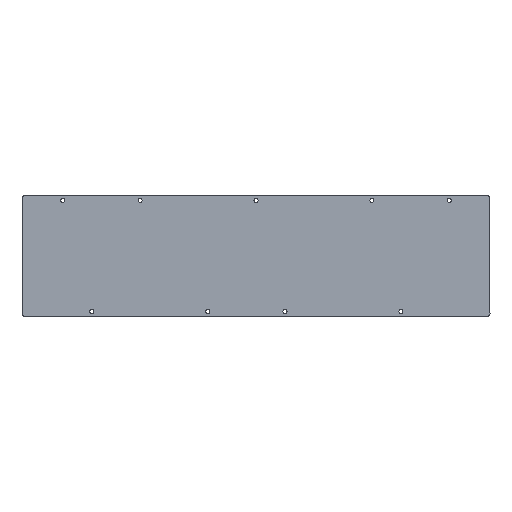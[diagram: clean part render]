
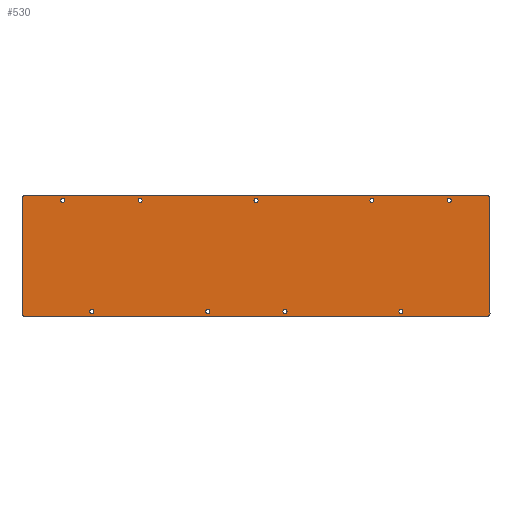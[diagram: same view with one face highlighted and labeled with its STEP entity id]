
A CAD part, top view. The second image highlights one B-rep face of the part: STEP entity #530.
In plain terms, the highlighted planar face has unit normal (0, 0, 1).
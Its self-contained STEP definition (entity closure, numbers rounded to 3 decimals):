
#15=FACE_BOUND('',#99,.T.);
#16=FACE_BOUND('',#100,.T.);
#17=FACE_BOUND('',#101,.T.);
#18=FACE_BOUND('',#102,.T.);
#19=FACE_BOUND('',#103,.T.);
#20=FACE_BOUND('',#104,.T.);
#21=FACE_BOUND('',#105,.T.);
#22=FACE_BOUND('',#106,.T.);
#23=FACE_BOUND('',#107,.T.);
#33=PLANE('',#599);
#70=FACE_OUTER_BOUND('',#98,.T.);
#98=EDGE_LOOP('',(#429,#430,#431,#432,#433,#434,#435,#436));
#99=EDGE_LOOP('',(#437));
#100=EDGE_LOOP('',(#438));
#101=EDGE_LOOP('',(#439));
#102=EDGE_LOOP('',(#440));
#103=EDGE_LOOP('',(#441));
#104=EDGE_LOOP('',(#442));
#105=EDGE_LOOP('',(#443));
#106=EDGE_LOOP('',(#444));
#107=EDGE_LOOP('',(#445));
#144=LINE('',#877,#182);
#145=LINE('',#881,#183);
#146=LINE('',#885,#184);
#147=LINE('',#889,#185);
#182=VECTOR('',#729,1.);
#183=VECTOR('',#732,1.);
#184=VECTOR('',#735,1.);
#185=VECTOR('',#738,1.);
#204=CIRCLE('',#558,1.);
#207=CIRCLE('',#563,1.);
#210=CIRCLE('',#568,1.);
#213=CIRCLE('',#573,1.);
#216=CIRCLE('',#578,1.);
#219=CIRCLE('',#583,1.);
#222=CIRCLE('',#588,1.);
#225=CIRCLE('',#593,1.);
#228=CIRCLE('',#598,1.);
#229=CIRCLE('',#600,1.042);
#230=CIRCLE('',#601,1.041);
#231=CIRCLE('',#602,1.042);
#232=CIRCLE('',#603,1.042);
#239=VERTEX_POINT('',#791);
#242=VERTEX_POINT('',#801);
#245=VERTEX_POINT('',#811);
#248=VERTEX_POINT('',#821);
#251=VERTEX_POINT('',#831);
#254=VERTEX_POINT('',#841);
#257=VERTEX_POINT('',#851);
#260=VERTEX_POINT('',#861);
#263=VERTEX_POINT('',#871);
#264=VERTEX_POINT('',#875);
#265=VERTEX_POINT('',#876);
#266=VERTEX_POINT('',#878);
#267=VERTEX_POINT('',#880);
#268=VERTEX_POINT('',#882);
#269=VERTEX_POINT('',#884);
#270=VERTEX_POINT('',#886);
#271=VERTEX_POINT('',#888);
#288=EDGE_CURVE('',#239,#239,#204,.T.);
#293=EDGE_CURVE('',#242,#242,#207,.T.);
#298=EDGE_CURVE('',#245,#245,#210,.T.);
#303=EDGE_CURVE('',#248,#248,#213,.T.);
#308=EDGE_CURVE('',#251,#251,#216,.T.);
#313=EDGE_CURVE('',#254,#254,#219,.T.);
#318=EDGE_CURVE('',#257,#257,#222,.T.);
#323=EDGE_CURVE('',#260,#260,#225,.T.);
#328=EDGE_CURVE('',#263,#263,#228,.T.);
#329=EDGE_CURVE('',#264,#265,#144,.T.);
#330=EDGE_CURVE('',#264,#266,#229,.T.);
#331=EDGE_CURVE('',#267,#266,#145,.T.);
#332=EDGE_CURVE('',#267,#268,#230,.T.);
#333=EDGE_CURVE('',#269,#268,#146,.T.);
#334=EDGE_CURVE('',#269,#270,#231,.T.);
#335=EDGE_CURVE('',#271,#270,#147,.T.);
#336=EDGE_CURVE('',#271,#265,#232,.T.);
#429=ORIENTED_EDGE('',*,*,#329,.F.);
#430=ORIENTED_EDGE('',*,*,#330,.T.);
#431=ORIENTED_EDGE('',*,*,#331,.F.);
#432=ORIENTED_EDGE('',*,*,#332,.T.);
#433=ORIENTED_EDGE('',*,*,#333,.F.);
#434=ORIENTED_EDGE('',*,*,#334,.T.);
#435=ORIENTED_EDGE('',*,*,#335,.F.);
#436=ORIENTED_EDGE('',*,*,#336,.T.);
#437=ORIENTED_EDGE('',*,*,#288,.T.);
#438=ORIENTED_EDGE('',*,*,#293,.T.);
#439=ORIENTED_EDGE('',*,*,#298,.T.);
#440=ORIENTED_EDGE('',*,*,#303,.T.);
#441=ORIENTED_EDGE('',*,*,#308,.T.);
#442=ORIENTED_EDGE('',*,*,#313,.T.);
#443=ORIENTED_EDGE('',*,*,#318,.T.);
#444=ORIENTED_EDGE('',*,*,#323,.T.);
#445=ORIENTED_EDGE('',*,*,#328,.T.);
#530=ADVANCED_FACE('',(#70,#15,#16,#17,#18,#19,#20,#21,#22,#23),#33,.F.);
#558=AXIS2_PLACEMENT_3D('',#793,#629,#630);
#563=AXIS2_PLACEMENT_3D('',#803,#641,#642);
#568=AXIS2_PLACEMENT_3D('',#813,#653,#654);
#573=AXIS2_PLACEMENT_3D('',#823,#665,#666);
#578=AXIS2_PLACEMENT_3D('',#833,#677,#678);
#583=AXIS2_PLACEMENT_3D('',#843,#689,#690);
#588=AXIS2_PLACEMENT_3D('',#853,#701,#702);
#593=AXIS2_PLACEMENT_3D('',#863,#713,#714);
#598=AXIS2_PLACEMENT_3D('',#873,#725,#726);
#599=AXIS2_PLACEMENT_3D('',#874,#727,#728);
#600=AXIS2_PLACEMENT_3D('',#879,#730,#731);
#601=AXIS2_PLACEMENT_3D('',#883,#733,#734);
#602=AXIS2_PLACEMENT_3D('',#887,#736,#737);
#603=AXIS2_PLACEMENT_3D('',#890,#739,#740);
#629=DIRECTION('center_axis',(0.,0.,-1.));
#630=DIRECTION('ref_axis',(-1.,0.,0.));
#641=DIRECTION('center_axis',(0.,0.,-1.));
#642=DIRECTION('ref_axis',(-1.,0.,0.));
#653=DIRECTION('center_axis',(0.,0.,-1.));
#654=DIRECTION('ref_axis',(-1.,0.,0.));
#665=DIRECTION('center_axis',(0.,0.,-1.));
#666=DIRECTION('ref_axis',(-1.,0.,0.));
#677=DIRECTION('center_axis',(0.,0.,-1.));
#678=DIRECTION('ref_axis',(-1.,0.,0.));
#689=DIRECTION('center_axis',(0.,0.,-1.));
#690=DIRECTION('ref_axis',(-1.,0.,0.));
#701=DIRECTION('center_axis',(0.,0.,-1.));
#702=DIRECTION('ref_axis',(-1.,0.,0.));
#713=DIRECTION('center_axis',(0.,0.,-1.));
#714=DIRECTION('ref_axis',(-1.,0.,0.));
#725=DIRECTION('center_axis',(0.,0.,-1.));
#726=DIRECTION('ref_axis',(-1.,0.,0.));
#727=DIRECTION('center_axis',(0.,0.,-1.));
#728=DIRECTION('ref_axis',(-1.,0.,0.));
#729=DIRECTION('',(0.,-1.,0.));
#730=DIRECTION('center_axis',(0.,0.,1.));
#731=DIRECTION('ref_axis',(1.,0.,0.));
#732=DIRECTION('',(1.,0.,0.));
#733=DIRECTION('center_axis',(0.,0.,1.));
#734=DIRECTION('ref_axis',(1.,0.,0.));
#735=DIRECTION('',(0.,1.,0.));
#736=DIRECTION('center_axis',(0.,0.,1.));
#737=DIRECTION('ref_axis',(1.,0.,0.));
#738=DIRECTION('',(-1.,0.,0.));
#739=DIRECTION('center_axis',(0.,0.,1.));
#740=DIRECTION('ref_axis',(1.,0.,0.));
#791=CARTESIAN_POINT('',(48.625,-29.766,1.6));
#793=CARTESIAN_POINT('Origin',(47.625,-29.766,1.6));
#801=CARTESIAN_POINT('',(86.726,-29.766,1.6));
#803=CARTESIAN_POINT('Origin',(85.726,-29.766,1.6));
#811=CARTESIAN_POINT('',(143.876,-29.766,1.6));
#813=CARTESIAN_POINT('Origin',(142.876,-29.766,1.6));
#821=CARTESIAN_POINT('',(201.026,-29.766,1.6));
#823=CARTESIAN_POINT('Origin',(200.026,-29.766,1.6));
#831=CARTESIAN_POINT('',(239.126,-29.766,1.6));
#833=CARTESIAN_POINT('Origin',(238.126,-29.766,1.6));
#841=CARTESIAN_POINT('',(215.314,-84.535,1.6));
#843=CARTESIAN_POINT('Origin',(214.314,-84.535,1.6));
#851=CARTESIAN_POINT('',(158.163,-84.535,1.6));
#853=CARTESIAN_POINT('Origin',(157.163,-84.535,1.6));
#861=CARTESIAN_POINT('',(120.063,-84.535,1.6));
#863=CARTESIAN_POINT('Origin',(119.063,-84.535,1.6));
#871=CARTESIAN_POINT('',(62.913,-84.535,1.6));
#873=CARTESIAN_POINT('Origin',(61.913,-84.535,1.6));
#874=CARTESIAN_POINT('Origin',(142.874,-57.154,1.6));
#875=CARTESIAN_POINT('',(258.219,-28.575,1.6));
#876=CARTESIAN_POINT('',(258.222,-85.726,1.6));
#877=CARTESIAN_POINT('',(258.219,-28.575,1.6));
#878=CARTESIAN_POINT('',(257.166,-27.533,1.6));
#879=CARTESIAN_POINT('Origin',(257.177,-28.575,1.6));
#880=CARTESIAN_POINT('',(28.571,-27.53,1.6));
#881=CARTESIAN_POINT('',(28.571,-27.53,1.6));
#882=CARTESIAN_POINT('',(27.53,-28.582,1.6));
#883=CARTESIAN_POINT('Origin',(28.571,-28.571,1.6));
#884=CARTESIAN_POINT('',(27.522,-85.729,1.6));
#885=CARTESIAN_POINT('',(27.522,-85.729,1.6));
#886=CARTESIAN_POINT('',(28.575,-86.771,1.6));
#887=CARTESIAN_POINT('Origin',(28.564,-85.729,1.6));
#888=CARTESIAN_POINT('',(257.18,-86.779,1.6));
#889=CARTESIAN_POINT('',(257.18,-86.779,1.6));
#890=CARTESIAN_POINT('Origin',(257.18,-85.737,1.6));
